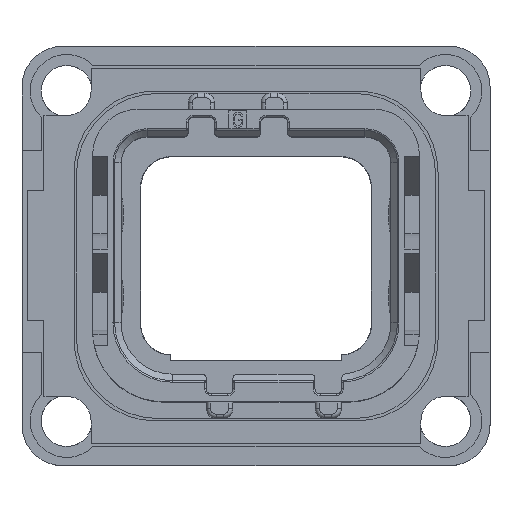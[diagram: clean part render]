
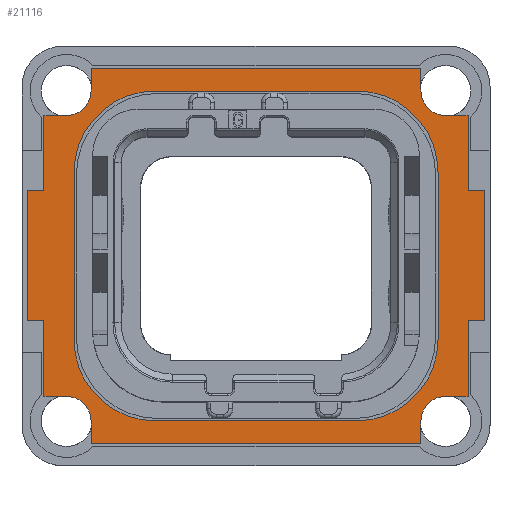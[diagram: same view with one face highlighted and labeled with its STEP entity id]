
A CAD part, top view. The second image highlights one B-rep face of the part: STEP entity #21116.
In plain terms, the highlighted planar face has unit normal (0, 0, 1).
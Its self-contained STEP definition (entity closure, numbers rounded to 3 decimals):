
#839=DIRECTION('',(0.,-1.,0.));
#840=VECTOR('',#839,4.65);
#841=CARTESIAN_POINT('',(-13.05,-4.,2.31));
#842=LINE('',#841,#840);
#843=DIRECTION('',(1.,0.,0.));
#844=VECTOR('',#843,1.);
#845=CARTESIAN_POINT('',(-14.05,-4.,2.31));
#846=LINE('',#845,#844);
#847=DIRECTION('',(0.,-1.,0.));
#848=VECTOR('',#847,8.);
#849=CARTESIAN_POINT('',(-14.05,4.,2.31));
#850=LINE('',#849,#848);
#851=DIRECTION('',(-1.,0.,0.));
#852=VECTOR('',#851,1.);
#853=CARTESIAN_POINT('',(-13.05,4.,2.31));
#854=LINE('',#853,#852);
#855=DIRECTION('',(0.,-1.,0.));
#856=VECTOR('',#855,4.65);
#857=CARTESIAN_POINT('',(-13.05,8.65,2.31));
#858=LINE('',#857,#856);
#859=DIRECTION('',(1.,0.,0.));
#860=VECTOR('',#859,1.4);
#861=CARTESIAN_POINT('',(-13.05,8.65,2.31));
#862=LINE('',#861,#860);
#863=CARTESIAN_POINT('',(-11.65,10.15,2.31));
#864=DIRECTION('',(0.,0.,1.));
#865=DIRECTION('',(0.,-1.,0.));
#866=AXIS2_PLACEMENT_3D('',#863,#864,#865);
#868=DIRECTION('',(0.,-1.,0.));
#869=VECTOR('',#868,1.4);
#870=CARTESIAN_POINT('',(-10.15,11.55,2.31));
#871=LINE('',#870,#869);
#872=DIRECTION('',(-1.,0.,0.));
#873=VECTOR('',#872,20.3);
#874=CARTESIAN_POINT('',(10.15,11.55,2.31));
#875=LINE('',#874,#873);
#876=DIRECTION('',(0.,-1.,0.));
#877=VECTOR('',#876,1.4);
#878=CARTESIAN_POINT('',(10.15,11.55,2.31));
#879=LINE('',#878,#877);
#880=CARTESIAN_POINT('',(11.65,10.15,2.31));
#881=DIRECTION('',(0.,0.,1.));
#882=DIRECTION('',(-1.,0.,0.));
#883=AXIS2_PLACEMENT_3D('',#880,#881,#882);
#885=DIRECTION('',(-1.,0.,0.));
#886=VECTOR('',#885,1.4);
#887=CARTESIAN_POINT('',(13.05,8.65,2.31));
#888=LINE('',#887,#886);
#889=DIRECTION('',(0.,1.,0.));
#890=VECTOR('',#889,4.65);
#891=CARTESIAN_POINT('',(13.05,4.,2.31));
#892=LINE('',#891,#890);
#893=DIRECTION('',(-1.,0.,0.));
#894=VECTOR('',#893,1.);
#895=CARTESIAN_POINT('',(14.05,4.,2.31));
#896=LINE('',#895,#894);
#897=DIRECTION('',(0.,1.,0.));
#898=VECTOR('',#897,8.);
#899=CARTESIAN_POINT('',(14.05,-4.,2.31));
#900=LINE('',#899,#898);
#901=DIRECTION('',(1.,0.,0.));
#902=VECTOR('',#901,1.);
#903=CARTESIAN_POINT('',(13.05,-4.,2.31));
#904=LINE('',#903,#902);
#905=DIRECTION('',(0.,1.,0.));
#906=VECTOR('',#905,4.65);
#907=CARTESIAN_POINT('',(13.05,-8.65,2.31));
#908=LINE('',#907,#906);
#909=DIRECTION('',(-1.,0.,0.));
#910=VECTOR('',#909,1.4);
#911=CARTESIAN_POINT('',(13.05,-8.65,2.31));
#912=LINE('',#911,#910);
#913=CARTESIAN_POINT('',(11.65,-10.15,2.31));
#914=DIRECTION('',(0.,0.,1.));
#915=DIRECTION('',(0.,1.,0.));
#916=AXIS2_PLACEMENT_3D('',#913,#914,#915);
#918=DIRECTION('',(0.,1.,0.));
#919=VECTOR('',#918,1.4);
#920=CARTESIAN_POINT('',(10.15,-11.55,2.31));
#921=LINE('',#920,#919);
#922=DIRECTION('',(1.,0.,0.));
#923=VECTOR('',#922,20.3);
#924=CARTESIAN_POINT('',(-10.15,-11.55,2.31));
#925=LINE('',#924,#923);
#926=DIRECTION('',(0.,1.,0.));
#927=VECTOR('',#926,1.4);
#928=CARTESIAN_POINT('',(-10.15,-11.55,2.31));
#929=LINE('',#928,#927);
#930=CARTESIAN_POINT('',(-11.65,-10.15,2.31));
#931=DIRECTION('',(0.,0.,1.));
#932=DIRECTION('',(1.,0.,0.));
#933=AXIS2_PLACEMENT_3D('',#930,#931,#932);
#935=DIRECTION('',(1.,0.,0.));
#936=VECTOR('',#935,1.4);
#937=CARTESIAN_POINT('',(-13.05,-8.65,2.31));
#938=LINE('',#937,#936);
#939=DIRECTION('',(0.,-1.,0.));
#940=VECTOR('',#939,10.3);
#941=CARTESIAN_POINT('',(11.2,5.15,2.31));
#942=LINE('',#941,#940);
#943=DIRECTION('',(1.,0.,0.));
#944=VECTOR('',#943,12.4);
#945=CARTESIAN_POINT('',(-6.2,10.15,2.31));
#946=LINE('',#945,#944);
#947=DIRECTION('',(0.,1.,0.));
#948=VECTOR('',#947,10.3);
#949=CARTESIAN_POINT('',(-11.2,-5.15,2.31));
#950=LINE('',#949,#948);
#951=DIRECTION('',(-1.,0.,0.));
#952=VECTOR('',#951,12.4);
#953=CARTESIAN_POINT('',(6.2,-10.15,2.31));
#954=LINE('',#953,#952);
#1059=CARTESIAN_POINT('',(-6.2,-5.15,2.31));
#1060=DIRECTION('',(0.,0.,-1.));
#1061=DIRECTION('',(0.,-1.,0.));
#1062=AXIS2_PLACEMENT_3D('',#1059,#1060,#1061);
#1072=CARTESIAN_POINT('',(6.2,-5.15,2.31));
#1073=DIRECTION('',(0.,0.,-1.));
#1074=DIRECTION('',(1.,0.,0.));
#1075=AXIS2_PLACEMENT_3D('',#1072,#1073,#1074);
#1077=CARTESIAN_POINT('',(-6.2,5.15,2.31));
#1078=DIRECTION('',(0.,0.,-1.));
#1079=DIRECTION('',(-1.,0.,0.));
#1080=AXIS2_PLACEMENT_3D('',#1077,#1078,#1079);
#1090=CARTESIAN_POINT('',(6.2,5.15,2.31));
#1091=DIRECTION('',(0.,0.,-1.));
#1092=DIRECTION('',(0.,1.,0.));
#1093=AXIS2_PLACEMENT_3D('',#1090,#1091,#1092);
#19712=CARTESIAN_POINT('',(-11.2,-5.15,2.31));
#19713=CARTESIAN_POINT('',(-11.2,5.15,2.31));
#19714=VERTEX_POINT('',#19712);
#19715=VERTEX_POINT('',#19713);
#19716=CARTESIAN_POINT('',(-6.2,10.15,2.31));
#19717=CARTESIAN_POINT('',(6.2,10.15,2.31));
#19718=VERTEX_POINT('',#19716);
#19719=VERTEX_POINT('',#19717);
#19720=CARTESIAN_POINT('',(11.2,5.15,2.31));
#19721=CARTESIAN_POINT('',(11.2,-5.15,2.31));
#19722=VERTEX_POINT('',#19720);
#19723=VERTEX_POINT('',#19721);
#19724=CARTESIAN_POINT('',(6.2,-10.15,2.31));
#19725=CARTESIAN_POINT('',(-6.2,-10.15,2.31));
#19726=VERTEX_POINT('',#19724);
#19727=VERTEX_POINT('',#19725);
#19744=CARTESIAN_POINT('',(10.15,10.15,2.31));
#19745=CARTESIAN_POINT('',(11.65,8.65,2.31));
#19746=VERTEX_POINT('',#19744);
#19747=VERTEX_POINT('',#19745);
#19748=CARTESIAN_POINT('',(13.05,8.65,2.31));
#19749=VERTEX_POINT('',#19748);
#19750=CARTESIAN_POINT('',(10.15,11.55,2.31));
#19751=VERTEX_POINT('',#19750);
#19752=CARTESIAN_POINT('',(11.65,-8.65,2.31));
#19753=CARTESIAN_POINT('',(10.15,-10.15,2.31));
#19754=VERTEX_POINT('',#19752);
#19755=VERTEX_POINT('',#19753);
#19756=CARTESIAN_POINT('',(10.15,-11.55,2.31));
#19757=VERTEX_POINT('',#19756);
#19758=CARTESIAN_POINT('',(13.05,-8.65,2.31));
#19759=VERTEX_POINT('',#19758);
#19760=CARTESIAN_POINT('',(-10.15,-10.15,2.31));
#19761=CARTESIAN_POINT('',(-11.65,-8.65,2.31));
#19762=VERTEX_POINT('',#19760);
#19763=VERTEX_POINT('',#19761);
#19764=CARTESIAN_POINT('',(-13.05,-8.65,2.31));
#19765=VERTEX_POINT('',#19764);
#19766=CARTESIAN_POINT('',(-10.15,-11.55,2.31));
#19767=VERTEX_POINT('',#19766);
#19768=CARTESIAN_POINT('',(-10.15,11.55,2.31));
#19769=CARTESIAN_POINT('',(-10.15,10.15,2.31));
#19770=VERTEX_POINT('',#19768);
#19771=VERTEX_POINT('',#19769);
#19772=CARTESIAN_POINT('',(-13.05,8.65,2.31));
#19773=CARTESIAN_POINT('',(-11.65,8.65,2.31));
#19774=VERTEX_POINT('',#19772);
#19775=VERTEX_POINT('',#19773);
#19776=CARTESIAN_POINT('',(14.05,-4.,2.31));
#19777=CARTESIAN_POINT('',(14.05,4.,2.31));
#19778=VERTEX_POINT('',#19776);
#19779=VERTEX_POINT('',#19777);
#19780=CARTESIAN_POINT('',(-14.05,4.,2.31));
#19781=CARTESIAN_POINT('',(-14.05,-4.,2.31));
#19782=VERTEX_POINT('',#19780);
#19783=VERTEX_POINT('',#19781);
#19784=CARTESIAN_POINT('',(13.05,-4.,2.31));
#19785=VERTEX_POINT('',#19784);
#19786=CARTESIAN_POINT('',(13.05,4.,2.31));
#19787=VERTEX_POINT('',#19786);
#19788=CARTESIAN_POINT('',(-13.05,4.,2.31));
#19789=VERTEX_POINT('',#19788);
#19790=CARTESIAN_POINT('',(-13.05,-4.,2.31));
#19791=VERTEX_POINT('',#19790);
#21063=CARTESIAN_POINT('',(0.,0.,2.31));
#21064=DIRECTION('',(0.,0.,1.));
#21065=DIRECTION('',(1.,0.,0.));
#21066=AXIS2_PLACEMENT_3D('',#21063,#21064,#21065);
#21067=PLANE('',#21066);
#21068=ORIENTED_EDGE('',*,*,#20687,.F.);
#21069=ORIENTED_EDGE('',*,*,#20701,.F.);
#21070=ORIENTED_EDGE('',*,*,#20715,.F.);
#21071=ORIENTED_EDGE('',*,*,#20729,.F.);
#21072=ORIENTED_EDGE('',*,*,#20743,.F.);
#21073=ORIENTED_EDGE('',*,*,#20759,.T.);
#21075=ORIENTED_EDGE('',*,*,#21074,.T.);
#21076=ORIENTED_EDGE('',*,*,#20818,.F.);
#21077=ORIENTED_EDGE('',*,*,#20834,.F.);
#21078=ORIENTED_EDGE('',*,*,#20850,.T.);
#21080=ORIENTED_EDGE('',*,*,#21079,.T.);
#21081=ORIENTED_EDGE('',*,*,#20909,.F.);
#21082=ORIENTED_EDGE('',*,*,#20925,.F.);
#21083=ORIENTED_EDGE('',*,*,#20939,.F.);
#21084=ORIENTED_EDGE('',*,*,#20953,.F.);
#21085=ORIENTED_EDGE('',*,*,#20967,.F.);
#21086=ORIENTED_EDGE('',*,*,#20981,.F.);
#21087=ORIENTED_EDGE('',*,*,#20997,.T.);
#21089=ORIENTED_EDGE('',*,*,#21088,.T.);
#21090=ORIENTED_EDGE('',*,*,#21055,.F.);
#21091=ORIENTED_EDGE('',*,*,#20595,.F.);
#21092=ORIENTED_EDGE('',*,*,#20612,.T.);
#21094=ORIENTED_EDGE('',*,*,#21093,.T.);
#21095=ORIENTED_EDGE('',*,*,#20671,.F.);
#21096=EDGE_LOOP('',(#21068,#21069,#21070,#21071,#21072,#21073,#21075,#21076,
#21077,#21078,#21080,#21081,#21082,#21083,#21084,#21085,#21086,#21087,#21089,
#21090,#21091,#21092,#21094,#21095));
#21097=FACE_OUTER_BOUND('',#21096,.F.);
#21099=ORIENTED_EDGE('',*,*,#21098,.F.);
#21101=ORIENTED_EDGE('',*,*,#21100,.F.);
#21103=ORIENTED_EDGE('',*,*,#21102,.F.);
#21105=ORIENTED_EDGE('',*,*,#21104,.F.);
#21107=ORIENTED_EDGE('',*,*,#21106,.F.);
#21109=ORIENTED_EDGE('',*,*,#21108,.F.);
#21111=ORIENTED_EDGE('',*,*,#21110,.F.);
#21113=ORIENTED_EDGE('',*,*,#21112,.F.);
#21114=EDGE_LOOP('',(#21099,#21101,#21103,#21105,#21107,#21109,#21111,#21113));
#21115=FACE_BOUND('',#21114,.F.);
#21116=ADVANCED_FACE('',(#21097,#21115),#21067,.T.);
#867=CIRCLE('',#866,1.5);
#884=CIRCLE('',#883,1.5);
#917=CIRCLE('',#916,1.5);
#934=CIRCLE('',#933,1.5);
#1063=CIRCLE('',#1062,5.);
#1076=CIRCLE('',#1075,5.);
#1081=CIRCLE('',#1080,5.);
#1094=CIRCLE('',#1093,5.);
#20595=EDGE_CURVE('',#19767,#19757,#925,.T.);
#20612=EDGE_CURVE('',#19767,#19762,#929,.T.);
#20671=EDGE_CURVE('',#19765,#19763,#938,.T.);
#20687=EDGE_CURVE('',#19791,#19765,#842,.T.);
#20701=EDGE_CURVE('',#19783,#19791,#846,.T.);
#20715=EDGE_CURVE('',#19782,#19783,#850,.T.);
#20729=EDGE_CURVE('',#19789,#19782,#854,.T.);
#20743=EDGE_CURVE('',#19774,#19789,#858,.T.);
#20759=EDGE_CURVE('',#19774,#19775,#862,.T.);
#20818=EDGE_CURVE('',#19770,#19771,#871,.T.);
#20834=EDGE_CURVE('',#19751,#19770,#875,.T.);
#20850=EDGE_CURVE('',#19751,#19746,#879,.T.);
#20909=EDGE_CURVE('',#19749,#19747,#888,.T.);
#20925=EDGE_CURVE('',#19787,#19749,#892,.T.);
#20939=EDGE_CURVE('',#19779,#19787,#896,.T.);
#20953=EDGE_CURVE('',#19778,#19779,#900,.T.);
#20967=EDGE_CURVE('',#19785,#19778,#904,.T.);
#20981=EDGE_CURVE('',#19759,#19785,#908,.T.);
#20997=EDGE_CURVE('',#19759,#19754,#912,.T.);
#21055=EDGE_CURVE('',#19757,#19755,#921,.T.);
#21074=EDGE_CURVE('',#19775,#19771,#867,.T.);
#21079=EDGE_CURVE('',#19746,#19747,#884,.T.);
#21088=EDGE_CURVE('',#19754,#19755,#917,.T.);
#21093=EDGE_CURVE('',#19762,#19763,#934,.T.);
#21098=EDGE_CURVE('',#19722,#19723,#942,.T.);
#21100=EDGE_CURVE('',#19719,#19722,#1094,.T.);
#21102=EDGE_CURVE('',#19718,#19719,#946,.T.);
#21104=EDGE_CURVE('',#19715,#19718,#1081,.T.);
#21106=EDGE_CURVE('',#19714,#19715,#950,.T.);
#21108=EDGE_CURVE('',#19727,#19714,#1063,.T.);
#21110=EDGE_CURVE('',#19726,#19727,#954,.T.);
#21112=EDGE_CURVE('',#19723,#19726,#1076,.T.);
